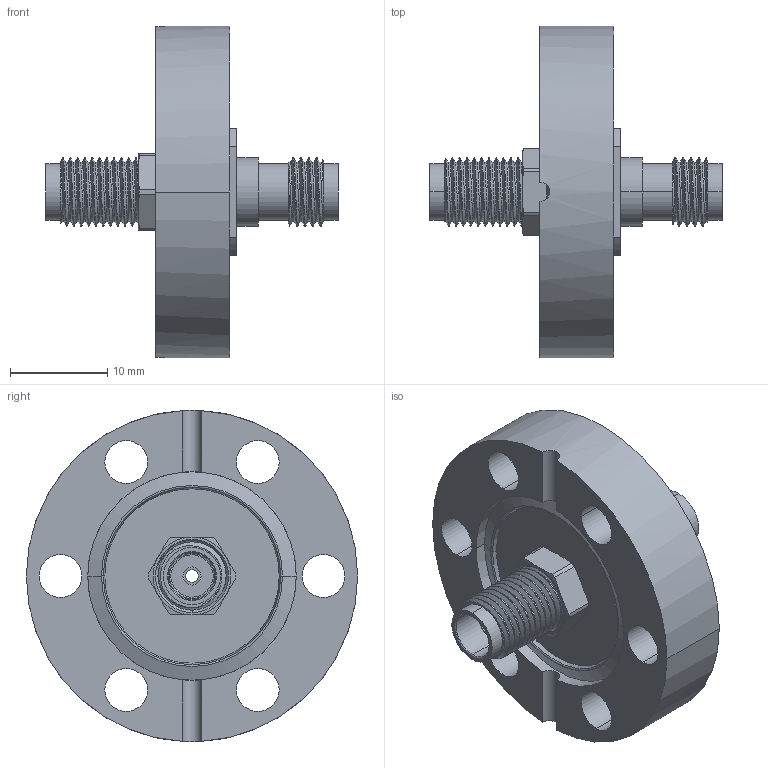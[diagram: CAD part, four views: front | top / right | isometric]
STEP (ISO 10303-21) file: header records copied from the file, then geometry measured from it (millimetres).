
FILE_DESCRIPTION (( 'STEP AP214' ), '1' );
FILE_NAME ('242-SMAD65G-C16.STEP', '2023-02-28T11:53:35', ( '' ), ( '' ), 'SwSTEP 2.0', 'SolidWorks 2017', '' );
FILE_SCHEMA (( 'AUTOMOTIVE_DESIGN' ));
Length unit declared in the file: millimetre
Products named in the file (3): 242-SMAD65G-C16; 242-SMAD65G; 9242-SMAD65G-CX_9242-SMAD65G-C16
Assembly tree (2 placements, depth 2):
  242-SMAD65G-C16
    242-SMAD65G
    9242-SMAD65G-CX_9242-SMAD65G-C16
Bounding box: 30 x 34 x 34 mm (x, y, z)
Volume: 6156.7 mm3; surface area: 5397.9 mm2
Topology: 4 solids, 4 shells, 228 faces, 558 edges, 358 vertices
Faces by surface type: cylinder 116, plane 52, cone 41, bspline 17, torus 2
Entity records: 13353 total; most frequent: CARTESIAN_POINT 6048, ORIENTED_EDGE 1116, DIRECTION 1028, EDGE_CURVE 558, AXIS2_PLACEMENT_3D 427, VERTEX_POINT 358, EDGE_LOOP 268, ADVANCED_FACE 228
